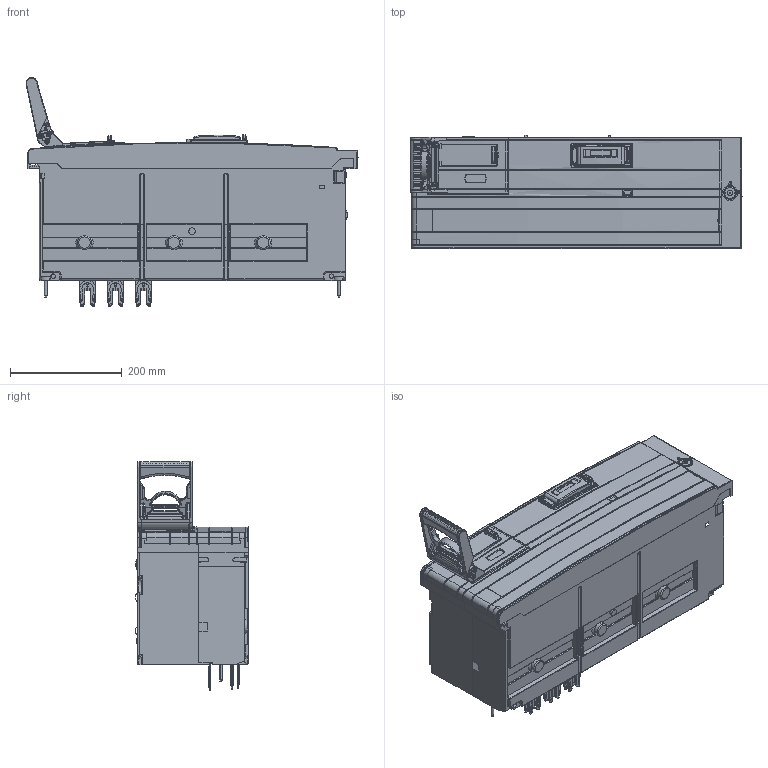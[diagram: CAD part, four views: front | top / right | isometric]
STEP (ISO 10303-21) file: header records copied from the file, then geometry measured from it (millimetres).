
FILE_DESCRIPTION((''),'2;1');
FILE_NAME('XRG3-50-10-3P','2022-08-11T17:47:43',('XYS'),(''),'CREO PARAMETRIC BY PTC INC, 2016390','CREO PARAMETRIC BY PTC INC, 2016390','');
FILE_SCHEMA(('CONFIG_CONTROL_DESIGN'));
Products named in the file (1): XRG3-50-10-3P
Bounding box: 594.2 x 202.8 x 409.57 mm (x, y, z)
Surface area: 945386.8 mm2 (no closed solid volume)
Topology: 0 solids, 243 shells, 2829 faces, 12307 edges, 9431 vertices
Faces by surface type: plane 1282, cylinder 899, bspline 257, torus 169, extrusion 115, cone 80, sphere 27
Entity records: 152081 total; most frequent: CARTESIAN_POINT 57011, DIRECTION 18510, ORIENTED_EDGE 18056, EDGE_CURVE 12236, VERTEX_POINT 9417, VECTOR 6870, LINE 6755, AXIS2_PLACEMENT_3D 5820
